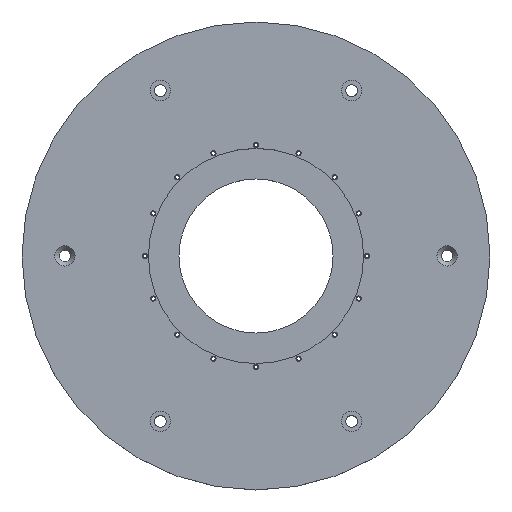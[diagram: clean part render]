
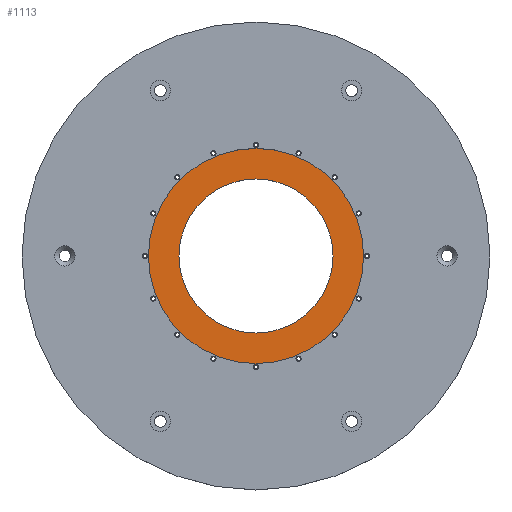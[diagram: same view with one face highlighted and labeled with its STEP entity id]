
A CAD part, top view. The second image highlights one B-rep face of the part: STEP entity #1113.
In plain terms, the highlighted planar face has unit normal (0, 0, 1).
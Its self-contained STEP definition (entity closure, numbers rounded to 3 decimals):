
#15=FACE_BOUND('',#199,.T.);
#78=PLANE('',#1257);
#132=FACE_OUTER_BOUND('',#198,.T.);
#198=EDGE_LOOP('',(#879,#880));
#199=EDGE_LOOP('',(#881));
#454=CIRCLE('',#1255,98.785);
#456=CIRCLE('',#1258,138.);
#457=CIRCLE('',#1259,138.);
#556=VERTEX_POINT('',#1899);
#558=VERTEX_POINT('',#1905);
#559=VERTEX_POINT('',#1906);
#686=EDGE_CURVE('',#556,#556,#454,.T.);
#689=EDGE_CURVE('',#558,#559,#456,.T.);
#690=EDGE_CURVE('',#559,#558,#457,.T.);
#879=ORIENTED_EDGE('',*,*,#689,.F.);
#880=ORIENTED_EDGE('',*,*,#690,.F.);
#881=ORIENTED_EDGE('',*,*,#686,.T.);
#1113=ADVANCED_FACE('',(#132,#15),#78,.T.);
#1255=AXIS2_PLACEMENT_3D('',#1900,#1544,#1545);
#1257=AXIS2_PLACEMENT_3D('',#1904,#1549,#1550);
#1258=AXIS2_PLACEMENT_3D('',#1907,#1551,#1552);
#1259=AXIS2_PLACEMENT_3D('',#1908,#1553,#1554);
#1544=DIRECTION('center_axis',(0.,0.,-1.));
#1545=DIRECTION('ref_axis',(1.,0.,0.));
#1549=DIRECTION('center_axis',(0.,0.,1.));
#1550=DIRECTION('ref_axis',(1.,0.,0.));
#1551=DIRECTION('center_axis',(0.,0.,-1.));
#1552=DIRECTION('ref_axis',(1.,0.,0.));
#1553=DIRECTION('center_axis',(0.,0.,-1.));
#1554=DIRECTION('ref_axis',(1.,0.,0.));
#1899=CARTESIAN_POINT('',(-98.785,0.,-272.));
#1900=CARTESIAN_POINT('Origin',(0.,0.,-272.));
#1904=CARTESIAN_POINT('Origin',(-138.,0.,-272.));
#1905=CARTESIAN_POINT('',(-138.,0.,-272.));
#1906=CARTESIAN_POINT('',(138.,0.,-272.));
#1907=CARTESIAN_POINT('Origin',(0.,0.,-272.));
#1908=CARTESIAN_POINT('Origin',(0.,0.,-272.));
